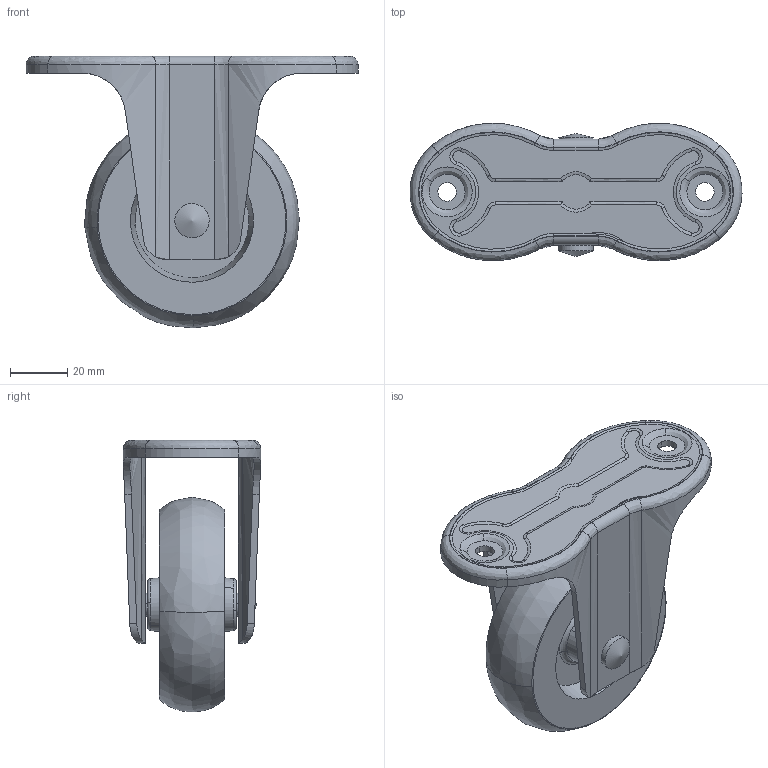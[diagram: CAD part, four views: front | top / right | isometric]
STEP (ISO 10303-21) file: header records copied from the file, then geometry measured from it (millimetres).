
FILE_DESCRIPTION((''),'2;1');
FILE_NAME('','2005-12-16T14:23:41',(''),(''),'','CADfix','');
FILE_SCHEMA(('AUTOMOTIVE_DESIGN'));
Length unit declared in the file: millimetre
Products named in the file (4): wheel; body; axle; No_606G_N_L_16429_36
Assembly tree (3 placements, depth 2):
  No_606G_N_L_16429_36
    wheel
    body
    axle
Bounding box: 115.98 x 48 x 94.96 mm (x, y, z)
Volume: 105668.5 mm3; surface area: 40878.8 mm2
Topology: 3 solids, 3 shells, 185 faces, 563 edges, 398 vertices
Faces by surface type: bspline 185
Entity records: 7759 total; most frequent: CARTESIAN_POINT 4800, ORIENTED_EDGE 1126, EDGE_CURVE 563, VERTEX_POINT 398, EDGE_LOOP 209, FACE_OUTER_BOUND 185, ADVANCED_FACE 185, QUASI_UNIFORM_CURVE 98
